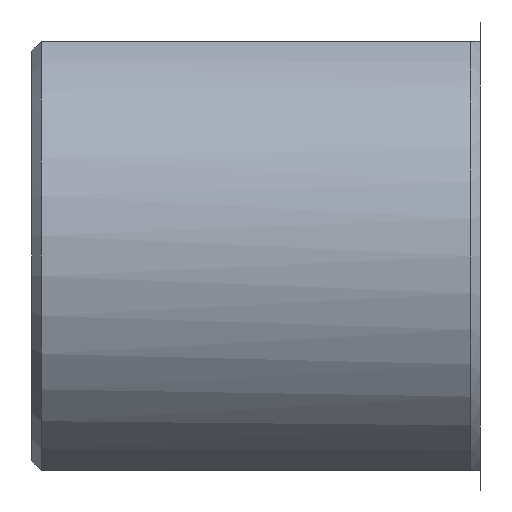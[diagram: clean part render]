
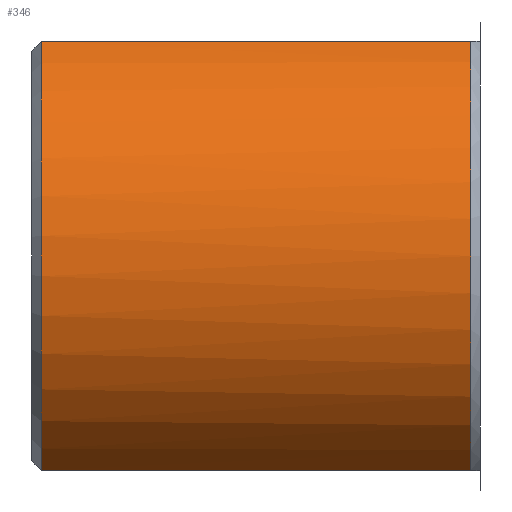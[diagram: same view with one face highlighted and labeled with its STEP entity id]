
A CAD part, left-side view. The second image highlights one B-rep face of the part: STEP entity #346.
In plain terms, the highlighted cylindrical face has radius 12.5 mm (diameter 25 mm), a partial arc.
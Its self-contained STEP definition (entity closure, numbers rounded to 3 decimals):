
#21=CYLINDRICAL_SURFACE('',#403,12.5);
#44=FACE_OUTER_BOUND('',#65,.T.);
#65=EDGE_LOOP('',(#279,#280,#281,#282,#283));
#82=LINE('',#568,#97);
#85=LINE('',#583,#100);
#97=VECTOR('',#440,10.);
#100=VECTOR('',#457,10.);
#117=CIRCLE('',#393,12.5);
#120=CIRCLE('',#396,12.5);
#124=CIRCLE('',#402,12.5);
#139=VERTEX_POINT('',#547);
#146=VERTEX_POINT('',#564);
#150=VERTEX_POINT('',#578);
#151=VERTEX_POINT('',#582);
#155=VERTEX_POINT('',#602);
#182=EDGE_CURVE('',#139,#146,#82,.T.);
#189=EDGE_CURVE('',#151,#150,#85,.T.);
#197=EDGE_CURVE('',#151,#155,#117,.T.);
#201=EDGE_CURVE('',#155,#146,#120,.T.);
#205=EDGE_CURVE('',#150,#139,#124,.T.);
#279=ORIENTED_EDGE('',*,*,#182,.T.);
#280=ORIENTED_EDGE('',*,*,#201,.F.);
#281=ORIENTED_EDGE('',*,*,#197,.F.);
#282=ORIENTED_EDGE('',*,*,#189,.T.);
#283=ORIENTED_EDGE('',*,*,#205,.T.);
#346=ADVANCED_FACE('',(#44),#21,.T.);
#393=AXIS2_PLACEMENT_3D('',#603,#474,#475);
#396=AXIS2_PLACEMENT_3D('',#609,#481,#482);
#402=AXIS2_PLACEMENT_3D('',#617,#493,#494);
#403=AXIS2_PLACEMENT_3D('',#618,#495,#496);
#440=DIRECTION('',(0.,-1.,0.));
#457=DIRECTION('',(0.,1.,0.));
#474=DIRECTION('center_axis',(0.,-1.,0.));
#475=DIRECTION('ref_axis',(1.,0.,0.));
#481=DIRECTION('center_axis',(0.,-1.,0.));
#482=DIRECTION('ref_axis',(1.,0.,0.));
#493=DIRECTION('center_axis',(0.,-1.,0.));
#494=DIRECTION('ref_axis',(1.,0.,0.));
#495=DIRECTION('center_axis',(0.,-1.,0.));
#496=DIRECTION('ref_axis',(-1.,0.,0.));
#547=CARTESIAN_POINT('',(-5.937,22.5,-11.));
#564=CARTESIAN_POINT('',(-5.937,0.5,-11.));
#568=CARTESIAN_POINT('',(-5.937,11.5,-11.));
#578=CARTESIAN_POINT('',(-5.937,22.5,11.));
#582=CARTESIAN_POINT('',(-5.937,0.5,11.));
#583=CARTESIAN_POINT('',(-5.937,11.5,11.));
#602=CARTESIAN_POINT('',(-12.5,0.5,0.));
#603=CARTESIAN_POINT('Origin',(0.,0.5,0.));
#609=CARTESIAN_POINT('Origin',(0.,0.5,0.));
#617=CARTESIAN_POINT('Origin',(0.,22.5,0.));
#618=CARTESIAN_POINT('Origin',(0.,11.5,0.));
